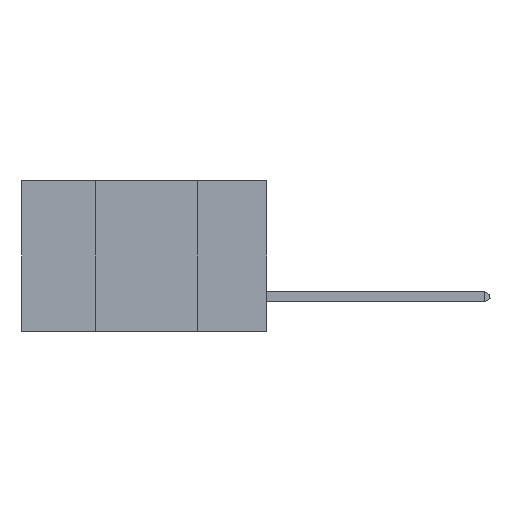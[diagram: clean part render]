
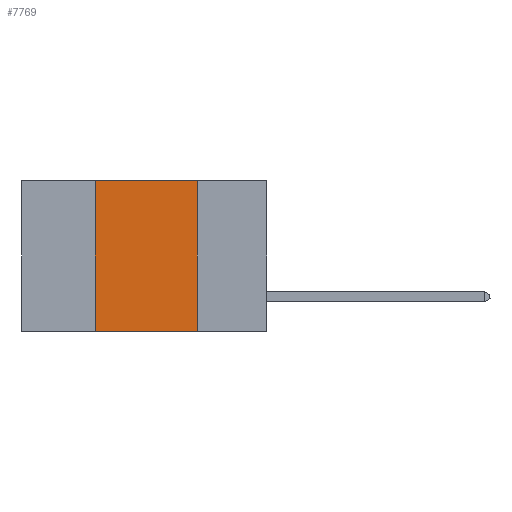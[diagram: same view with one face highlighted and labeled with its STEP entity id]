
A CAD part, left-side view. The second image highlights one B-rep face of the part: STEP entity #7769.
In plain terms, the highlighted planar face has unit normal (-1, 0, 0).
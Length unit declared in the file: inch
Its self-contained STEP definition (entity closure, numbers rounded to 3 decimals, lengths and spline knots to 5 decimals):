
#188 = LINE ( 'NONE', #32048, #25035 ) ;
#305 = VERTEX_POINT ( 'NONE', #5071 ) ;
#875 = CARTESIAN_POINT ( 'NONE',  ( 0., 0.17, 0. ) ) ;
#3495 = CARTESIAN_POINT ( 'NONE',  ( 0., 0.6, -0.37 ) ) ;
#3568 = DIRECTION ( 'NONE',  ( 0., 0., -1. ) ) ;
#4001 = DIRECTION ( 'NONE',  ( 1., 0., 0. ) ) ;
#5071 = CARTESIAN_POINT ( 'NONE',  ( 0., 0.17, -0.37 ) ) ;
#5660 = VERTEX_POINT ( 'NONE', #24229 ) ;
#5728 = EDGE_LOOP ( 'NONE', ( #18983, #25533, #9348, #15742 ) ) ;
#6825 = DIRECTION ( 'NONE',  ( 0., 0., 1. ) ) ;
#7077 = DIRECTION ( 'NONE',  ( 0., 0., -1. ) ) ;
#7769 = ADVANCED_FACE ( 'NONE', ( #34128 ), #9430, .F. ) ;
#9290 = DIRECTION ( 'NONE',  ( 0., -1., 0. ) ) ;
#9348 = ORIENTED_EDGE ( 'NONE', *, *, #31479, .F. ) ;
#9430 = PLANE ( 'NONE',  #26414 ) ;
#10616 = VECTOR ( 'NONE', #9290, 39.37008 ) ;
#10914 = VECTOR ( 'NONE', #6825, 39.37008 ) ;
#12486 = CARTESIAN_POINT ( 'NONE',  ( 0., 0.6, 0. ) ) ;
#14394 = LINE ( 'NONE', #3495, #10616 ) ;
#15742 = ORIENTED_EDGE ( 'NONE', *, *, #28191, .T. ) ;
#18983 = ORIENTED_EDGE ( 'NONE', *, *, #31887, .F. ) ;
#20203 = VECTOR ( 'NONE', #3568, 39.37008 ) ;
#20347 = CARTESIAN_POINT ( 'NONE',  ( 0., 0.17, 0. ) ) ;
#21077 = VERTEX_POINT ( 'NONE', #30147 ) ;
#23392 = CARTESIAN_POINT ( 'NONE',  ( 0., 0.42, 0. ) ) ;
#24229 = CARTESIAN_POINT ( 'NONE',  ( 0., 0.42, -0.37 ) ) ;
#24503 = VERTEX_POINT ( 'NONE', #20347 ) ;
#25035 = VECTOR ( 'NONE', #26648, 39.37008 ) ;
#25533 = ORIENTED_EDGE ( 'NONE', *, *, #26493, .F. ) ;
#26414 = AXIS2_PLACEMENT_3D ( 'NONE', #12486, #4001, #7077 ) ;
#26493 = EDGE_CURVE ( 'NONE', #21077, #24503, #188, .T. ) ;
#26648 = DIRECTION ( 'NONE',  ( 0., -1., 0. ) ) ;
#26870 = LINE ( 'NONE', #23392, #10914 ) ;
#28191 = EDGE_CURVE ( 'NONE', #5660, #305, #14394, .T. ) ;
#28569 = LINE ( 'NONE', #875, #20203 ) ;
#30147 = CARTESIAN_POINT ( 'NONE',  ( 0., 0.42, 0. ) ) ;
#31479 = EDGE_CURVE ( 'NONE', #5660, #21077, #26870, .T. ) ;
#31887 = EDGE_CURVE ( 'NONE', #24503, #305, #28569, .T. ) ;
#32048 = CARTESIAN_POINT ( 'NONE',  ( 0., 0.6, 0. ) ) ;
#34128 = FACE_OUTER_BOUND ( 'NONE', #5728, .T. ) ;
